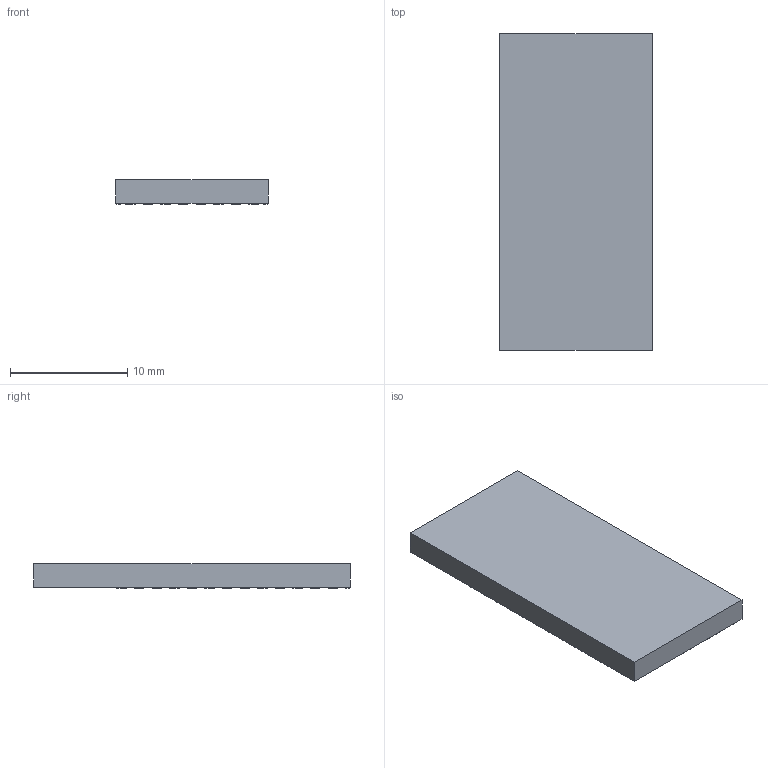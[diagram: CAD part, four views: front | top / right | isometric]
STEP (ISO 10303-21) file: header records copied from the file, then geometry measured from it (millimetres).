
FILE_DESCRIPTION(('FreeCAD Model'),'2;1');
FILE_NAME('1200545.1.2.stp','2019-06-07T13:15:11',( 'Author'),(''),'Open CASCADE STEP processor 6.8','FreeCAD','Unknown' );
FILE_SCHEMA(('AUTOMOTIVE_DESIGN_CC2 { 1 2 10303 214 -1 1 5 4 }'));
Length unit declared in the file: millimetre
Products named in the file (36): ASSEMBLY; Body; ('pin',_'1'); ('pin',_'2'); ('pin',_'3'); ('pin',_'4'); ('pin',_'5'); ('pin',_'6'); ('pin',_'7'); ('pin',_'8'); ('pin',_'9'); ('pin',_'10'); ('pin',_'11'); ('pin',_'12'); ('pin',_'13'); ('pin',_'14'); ('pin',_'15'); ('pin',_'16'); ('pin',_'17'); ('pin',_'18'); ('pin',_'19'); ('pin',_'20'); ('pin',_'21'); ('pin',_'22'); ('pin',_'23'); ('pin',_'24'); ('pin',_'25'); ('pin',_'26'); ('pin',_'27'); ('pin',_'28'); ('pin',_'29'); ('pin',_'30'); ('pin',_'31'); ('pin',_'32'); ('pin',_'33'); ('pin',_'34')
Assembly tree (35 placements, depth 2):
  ASSEMBLY
    Body
    ('pin',_'1')
    ('pin',_'2')
    ('pin',_'3')
    ('pin',_'4')
    ('pin',_'5')
    ('pin',_'6')
    ('pin',_'7')
    ('pin',_'8')
    ('pin',_'9')
    ('pin',_'10')
    ('pin',_'11')
    ('pin',_'12')
    ('pin',_'13')
    ('pin',_'14')
    ('pin',_'15')
    ('pin',_'16')
    ('pin',_'17')
    ('pin',_'18')
    ('pin',_'19')
    ('pin',_'20')
    ('pin',_'21')
    ('pin',_'22')
    ('pin',_'23')
    ('pin',_'24')
    ('pin',_'25')
    ('pin',_'26')
    ('pin',_'27')
    ('pin',_'28')
    ('pin',_'29')
    ('pin',_'30')
    ('pin',_'31')
    ('pin',_'32')
    ('pin',_'33')
    ('pin',_'34')
Bounding box: 13 x 27 x 2.1 mm (x, y, z)
Volume: 702.8 mm3; surface area: 885.8 mm2
Topology: 35 solids, 35 shells, 210 faces, 420 edges, 280 vertices
Faces by surface type: plane 210
Entity records: 11708 total; most frequent: CARTESIAN_POINT 1786, DIRECTION 1752, LINE 1260, VECTOR 1260, ORIENTED_EDGE 840, PCURVE 840, DEFINITIONAL_REPRESENTATION 840, EDGE_CURVE 420
